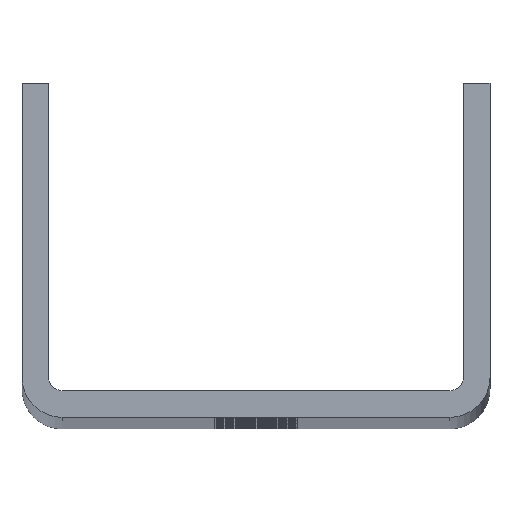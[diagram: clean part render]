
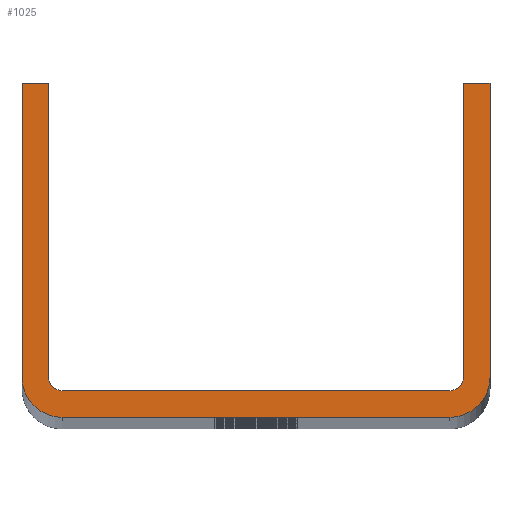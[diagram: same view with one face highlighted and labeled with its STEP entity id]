
A CAD part, top view. The second image highlights one B-rep face of the part: STEP entity #1025.
In plain terms, the highlighted planar face has unit normal (0, 0, 1).
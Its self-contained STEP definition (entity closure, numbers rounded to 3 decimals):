
#605 = CARTESIAN_POINT ( 'NONE',  ( 31., 6., 1000. ) ) ;
#657 = CARTESIAN_POINT ( 'NONE',  ( 29., 6., 1000. ) ) ;
#727 = ORIENTED_EDGE ( 'NONE', *, *, #8236, .T. ) ;
#732 = EDGE_CURVE ( 'NONE', #4815, #9179, #5426, .T. ) ;
#769 = CIRCLE ( 'NONE', #8533, 2. ) ;
#1006 = DIRECTION ( 'NONE',  ( 1., 0., 0. ) ) ;
#1025 = ADVANCED_FACE ( 'NONE', ( #10667 ), #5414, .T. ) ;
#1026 = ORIENTED_EDGE ( 'NONE', *, *, #8140, .T. ) ;
#1035 = ORIENTED_EDGE ( 'NONE', *, *, #732, .F. ) ;
#1103 = DIRECTION ( 'NONE',  ( 1., 0., 0. ) ) ;
#1210 = DIRECTION ( 'NONE',  ( 1., 0., 0. ) ) ;
#1327 = LINE ( 'NONE', #9001, #8552 ) ;
#1520 = VECTOR ( 'NONE', #5206, 1000. ) ;
#1829 = DIRECTION ( 'NONE',  ( 0., 0., 1. ) ) ;
#1847 = EDGE_LOOP ( 'NONE', ( #4211, #5003, #10862, #1035, #9553, #7385, #5484, #4613, #727, #10763, #10909, #1026 ) ) ;
#1935 = DIRECTION ( 'NONE',  ( 1., 0., 0. ) ) ;
#1981 = LINE ( 'NONE', #8734, #6441 ) ;
#2032 = CIRCLE ( 'NONE', #10707, 6. ) ;
#2263 = DIRECTION ( 'NONE',  ( 1., 0., 0. ) ) ;
#2422 = CARTESIAN_POINT ( 'NONE',  ( 35., 6., 1000. ) ) ;
#2601 = CARTESIAN_POINT ( 'NONE',  ( -31., 50., 1000. ) ) ;
#2631 = CARTESIAN_POINT ( 'NONE',  ( -29., 4., 1000. ) ) ;
#2651 = CARTESIAN_POINT ( 'NONE',  ( -29., 6., 1000. ) ) ;
#2932 = VERTEX_POINT ( 'NONE', #6869 ) ;
#3193 = DIRECTION ( 'NONE',  ( 1., 0., 0. ) ) ;
#3301 = VECTOR ( 'NONE', #8901, 1000. ) ;
#3432 = VECTOR ( 'NONE', #10850, 1000. ) ;
#3486 = VERTEX_POINT ( 'NONE', #5028 ) ;
#3588 = VERTEX_POINT ( 'NONE', #2631 ) ;
#3793 = VECTOR ( 'NONE', #2263, 1000. ) ;
#4028 = DIRECTION ( 'NONE',  ( 0., 0., 1. ) ) ;
#4188 = AXIS2_PLACEMENT_3D ( 'NONE', #7032, #9571, #1935 ) ;
#4211 = ORIENTED_EDGE ( 'NONE', *, *, #7286, .T. ) ;
#4329 = CARTESIAN_POINT ( 'NONE',  ( 29., 0., 1000. ) ) ;
#4375 = VERTEX_POINT ( 'NONE', #4329 ) ;
#4377 = DIRECTION ( 'NONE',  ( 0., 0., 1. ) ) ;
#4388 = EDGE_CURVE ( 'NONE', #3486, #3588, #769, .T. ) ;
#4425 = CARTESIAN_POINT ( 'NONE',  ( -35., 6., 1000. ) ) ;
#4613 = ORIENTED_EDGE ( 'NONE', *, *, #10492, .F. ) ;
#4661 = LINE ( 'NONE', #8131, #3793 ) ;
#4690 = VERTEX_POINT ( 'NONE', #5972 ) ;
#4720 = VECTOR ( 'NONE', #1006, 1000. ) ;
#4815 = VERTEX_POINT ( 'NONE', #6306 ) ;
#5003 = ORIENTED_EDGE ( 'NONE', *, *, #7875, .F. ) ;
#5028 = CARTESIAN_POINT ( 'NONE',  ( -31., 6., 1000. ) ) ;
#5091 = CARTESIAN_POINT ( 'NONE',  ( -29., 0., 1000. ) ) ;
#5206 = DIRECTION ( 'NONE',  ( 0., -1., 0. ) ) ;
#5249 = CARTESIAN_POINT ( 'NONE',  ( -35., 50., 1000. ) ) ;
#5414 = PLANE ( 'NONE',  #10434 ) ;
#5426 = CIRCLE ( 'NONE', #10740, 2. ) ;
#5484 = ORIENTED_EDGE ( 'NONE', *, *, #10418, .F. ) ;
#5717 = VERTEX_POINT ( 'NONE', #9657 ) ;
#5766 = VERTEX_POINT ( 'NONE', #5091 ) ;
#5929 = CARTESIAN_POINT ( 'NONE',  ( 31., 6., 1000. ) ) ;
#5972 = CARTESIAN_POINT ( 'NONE',  ( -31., 50., 1000. ) ) ;
#6306 = CARTESIAN_POINT ( 'NONE',  ( 29., 4., 1000. ) ) ;
#6441 = VECTOR ( 'NONE', #1103, 1000. ) ;
#6791 = CARTESIAN_POINT ( 'NONE',  ( 31., 50., 1000. ) ) ;
#6869 = CARTESIAN_POINT ( 'NONE',  ( 35., 6., 1000. ) ) ;
#7032 = CARTESIAN_POINT ( 'NONE',  ( -29., 6., 1000. ) ) ;
#7239 = DIRECTION ( 'NONE',  ( 0., -1., 0. ) ) ;
#7286 = EDGE_CURVE ( 'NONE', #2932, #5717, #7455, .T. ) ;
#7385 = ORIENTED_EDGE ( 'NONE', *, *, #4388, .F. ) ;
#7455 = LINE ( 'NONE', #2422, #3432 ) ;
#7479 = VERTEX_POINT ( 'NONE', #5249 ) ;
#7509 = VERTEX_POINT ( 'NONE', #6791 ) ;
#7691 = DIRECTION ( 'NONE',  ( 1., 0., 0. ) ) ;
#7798 = CARTESIAN_POINT ( 'NONE',  ( -35., 50., 1000. ) ) ;
#7855 = CARTESIAN_POINT ( 'NONE',  ( 29., 6., 1000. ) ) ;
#7875 = EDGE_CURVE ( 'NONE', #7509, #5717, #4661, .T. ) ;
#8131 = CARTESIAN_POINT ( 'NONE',  ( 31., 50., 1000. ) ) ;
#8140 = EDGE_CURVE ( 'NONE', #4375, #2932, #2032, .T. ) ;
#8163 = EDGE_CURVE ( 'NONE', #5766, #4375, #1981, .T. ) ;
#8193 = VERTEX_POINT ( 'NONE', #4425 ) ;
#8236 = EDGE_CURVE ( 'NONE', #7479, #8193, #1327, .T. ) ;
#8533 = AXIS2_PLACEMENT_3D ( 'NONE', #2651, #1829, #8576 ) ;
#8552 = VECTOR ( 'NONE', #7239, 1000. ) ;
#8576 = DIRECTION ( 'NONE',  ( 1., 0., 0. ) ) ;
#8734 = CARTESIAN_POINT ( 'NONE',  ( -29., 0., 1000. ) ) ;
#8742 = LINE ( 'NONE', #7798, #4720 ) ;
#8781 = DIRECTION ( 'NONE',  ( 0., 0., 1. ) ) ;
#8901 = DIRECTION ( 'NONE',  ( 0., 1., 0. ) ) ;
#9001 = CARTESIAN_POINT ( 'NONE',  ( -35., 50., 1000. ) ) ;
#9116 = CIRCLE ( 'NONE', #4188, 6. ) ;
#9179 = VERTEX_POINT ( 'NONE', #5929 ) ;
#9223 = DIRECTION ( 'NONE',  ( 1., 0., 0. ) ) ;
#9523 = EDGE_CURVE ( 'NONE', #3588, #4815, #9736, .T. ) ;
#9553 = ORIENTED_EDGE ( 'NONE', *, *, #9523, .F. ) ;
#9571 = DIRECTION ( 'NONE',  ( 0., 0., 1. ) ) ;
#9657 = CARTESIAN_POINT ( 'NONE',  ( 35., 50., 1000. ) ) ;
#9736 = LINE ( 'NONE', #10914, #9990 ) ;
#9896 = LINE ( 'NONE', #605, #3301 ) ;
#9990 = VECTOR ( 'NONE', #9223, 1000. ) ;
#10203 = LINE ( 'NONE', #2601, #1520 ) ;
#10418 = EDGE_CURVE ( 'NONE', #4690, #3486, #10203, .T. ) ;
#10434 = AXIS2_PLACEMENT_3D ( 'NONE', #10612, #8781, #1210 ) ;
#10477 = EDGE_CURVE ( 'NONE', #8193, #5766, #9116, .T. ) ;
#10492 = EDGE_CURVE ( 'NONE', #7479, #4690, #8742, .T. ) ;
#10612 = CARTESIAN_POINT ( 'NONE',  ( 29., 6., 1000. ) ) ;
#10667 = FACE_OUTER_BOUND ( 'NONE', #1847, .T. ) ;
#10679 = EDGE_CURVE ( 'NONE', #9179, #7509, #9896, .T. ) ;
#10707 = AXIS2_PLACEMENT_3D ( 'NONE', #7855, #4377, #7691 ) ;
#10740 = AXIS2_PLACEMENT_3D ( 'NONE', #657, #4028, #3193 ) ;
#10763 = ORIENTED_EDGE ( 'NONE', *, *, #10477, .T. ) ;
#10850 = DIRECTION ( 'NONE',  ( 0., 1., 0. ) ) ;
#10862 = ORIENTED_EDGE ( 'NONE', *, *, #10679, .F. ) ;
#10909 = ORIENTED_EDGE ( 'NONE', *, *, #8163, .T. ) ;
#10914 = CARTESIAN_POINT ( 'NONE',  ( -29., 4., 1000. ) ) ;
